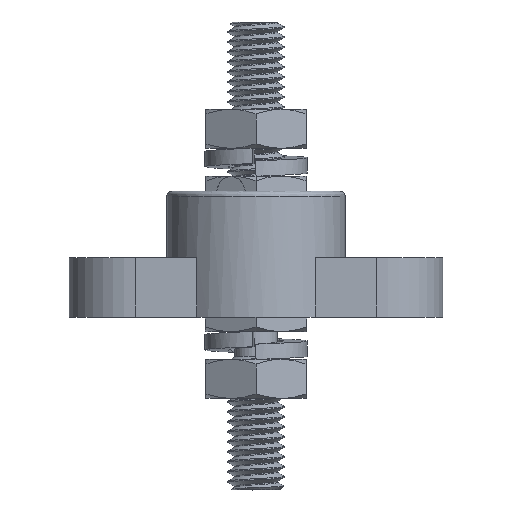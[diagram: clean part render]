
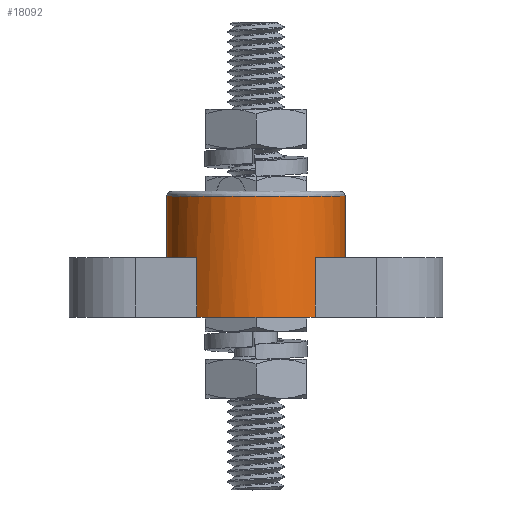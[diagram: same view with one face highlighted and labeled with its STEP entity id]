
A CAD part, top view. The second image highlights one B-rep face of the part: STEP entity #18092.
In plain terms, the highlighted cylindrical face has radius 12.573 mm (diameter 25.146 mm), a partial arc.
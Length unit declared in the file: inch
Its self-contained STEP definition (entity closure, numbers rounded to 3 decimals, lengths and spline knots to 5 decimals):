
#33 = LINE ( 'NONE', #16070, #2864 ) ;
#237 = CARTESIAN_POINT ( 'NONE',  ( 1.005, 0.5, 0.672 ) ) ;
#293 = DIRECTION ( 'NONE',  ( 0., 0., 1. ) ) ;
#475 = AXIS2_PLACEMENT_3D ( 'NONE', #12363, #11314, #14029 ) ;
#615 = VECTOR ( 'NONE', #7101, 39.37008 ) ;
#833 = CARTESIAN_POINT ( 'NONE',  ( 1.5, 0.5, 0.33 ) ) ;
#1068 = ORIENTED_EDGE ( 'NONE', *, *, #14757, .F. ) ;
#1346 = CARTESIAN_POINT ( 'NONE',  ( 1.995, 0.5, 0.672 ) ) ;
#1521 = CYLINDRICAL_SURFACE ( 'NONE', #5223, 0.495 ) ;
#2171 = ORIENTED_EDGE ( 'NONE', *, *, #15670, .F. ) ;
#2245 = VERTEX_POINT ( 'NONE', #7949 ) ;
#2321 = EDGE_LOOP ( 'NONE', ( #1068, #20039, #13433, #16815, #5155, #2171, #4244, #7669 ) ) ;
#2652 = CARTESIAN_POINT ( 'NONE',  ( 1.005, 0.5, 0.672 ) ) ;
#2804 = VECTOR ( 'NONE', #5197, 39.37008 ) ;
#2864 = VECTOR ( 'NONE', #3413, 39.37008 ) ;
#3384 = EDGE_CURVE ( 'NONE', #3572, #6132, #13104, .T. ) ;
#3413 = DIRECTION ( 'NONE',  ( 0., 0., -1. ) ) ;
#3468 = VERTEX_POINT ( 'NONE', #237 ) ;
#3572 = VERTEX_POINT ( 'NONE', #16490 ) ;
#3879 = VERTEX_POINT ( 'NONE', #1346 ) ;
#4244 = ORIENTED_EDGE ( 'NONE', *, *, #3384, .T. ) ;
#5155 = ORIENTED_EDGE ( 'NONE', *, *, #7173, .F. ) ;
#5197 = DIRECTION ( 'NONE',  ( 0., 0., 1. ) ) ;
#5223 = AXIS2_PLACEMENT_3D ( 'NONE', #16574, #12499, #17050 ) ;
#5342 = CARTESIAN_POINT ( 'NONE',  ( 1.17118, 0.13, -1.02426 ) ) ;
#6132 = VERTEX_POINT ( 'NONE', #20118 ) ;
#6736 = EDGE_CURVE ( 'NONE', #13280, #11747, #18012, .T. ) ;
#6829 = CIRCLE ( 'NONE', #15466, 0.495 ) ;
#7101 = DIRECTION ( 'NONE',  ( 0., 0., -1. ) ) ;
#7173 = EDGE_CURVE ( 'NONE', #14045, #11747, #16234, .T. ) ;
#7503 = DIRECTION ( 'NONE',  ( -1., 0., 0. ) ) ;
#7669 = ORIENTED_EDGE ( 'NONE', *, *, #16759, .T. ) ;
#7949 = CARTESIAN_POINT ( 'NONE',  ( 1.995, 0.5, 0.33 ) ) ;
#9070 = AXIS2_PLACEMENT_3D ( 'NONE', #833, #12200, #11998 ) ;
#9279 = DIRECTION ( 'NONE',  ( -1., 0., 0. ) ) ;
#9306 = CIRCLE ( 'NONE', #11634, 0.495 ) ;
#9554 = EDGE_CURVE ( 'NONE', #3879, #3468, #9306, .T. ) ;
#11314 = DIRECTION ( 'NONE',  ( 0., 0., 1. ) ) ;
#11634 = AXIS2_PLACEMENT_3D ( 'NONE', #18310, #16654, #7503 ) ;
#11747 = VERTEX_POINT ( 'NONE', #18580 ) ;
#11987 = LINE ( 'NONE', #2652, #615 ) ;
#11998 = DIRECTION ( 'NONE',  ( -1., 0., 0. ) ) ;
#12200 = DIRECTION ( 'NONE',  ( 0., 0., 1. ) ) ;
#12363 = CARTESIAN_POINT ( 'NONE',  ( 1.5, 0.5, 0.33 ) ) ;
#12499 = DIRECTION ( 'NONE',  ( 0., 0., -1. ) ) ;
#13104 = LINE ( 'NONE', #14451, #2804 ) ;
#13280 = VERTEX_POINT ( 'NONE', #13913 ) ;
#13433 = ORIENTED_EDGE ( 'NONE', *, *, #18854, .T. ) ;
#13913 = CARTESIAN_POINT ( 'NONE',  ( 1.005, 0.5, 0.33 ) ) ;
#13962 = DIRECTION ( 'NONE',  ( 0., 0., -1. ) ) ;
#14029 = DIRECTION ( 'NONE',  ( -1., 0., 0. ) ) ;
#14045 = VERTEX_POINT ( 'NONE', #14497 ) ;
#14370 = CIRCLE ( 'NONE', #475, 0.495 ) ;
#14451 = CARTESIAN_POINT ( 'NONE',  ( 1.82882, 0.13, -1.02426 ) ) ;
#14497 = CARTESIAN_POINT ( 'NONE',  ( 1.17118, 0.13, 0. ) ) ;
#14757 = EDGE_CURVE ( 'NONE', #3879, #2245, #33, .T. ) ;
#15466 = AXIS2_PLACEMENT_3D ( 'NONE', #18826, #13962, #9279 ) ;
#15606 = FACE_OUTER_BOUND ( 'NONE', #2321, .T. ) ;
#15670 = EDGE_CURVE ( 'NONE', #3572, #14045, #6829, .T. ) ;
#16070 = CARTESIAN_POINT ( 'NONE',  ( 1.995, 0.5, 0.672 ) ) ;
#16234 = LINE ( 'NONE', #5342, #18679 ) ;
#16490 = CARTESIAN_POINT ( 'NONE',  ( 1.82882, 0.13, 0. ) ) ;
#16574 = CARTESIAN_POINT ( 'NONE',  ( 1.5, 0.5, 0.672 ) ) ;
#16654 = DIRECTION ( 'NONE',  ( 0., 0., -1. ) ) ;
#16759 = EDGE_CURVE ( 'NONE', #6132, #2245, #14370, .T. ) ;
#16815 = ORIENTED_EDGE ( 'NONE', *, *, #6736, .T. ) ;
#17050 = DIRECTION ( 'NONE',  ( -1., 0., 0. ) ) ;
#18012 = CIRCLE ( 'NONE', #9070, 0.495 ) ;
#18092 = ADVANCED_FACE ( 'NONE', ( #15606 ), #1521, .T. ) ;
#18310 = CARTESIAN_POINT ( 'NONE',  ( 1.5, 0.5, 0.672 ) ) ;
#18580 = CARTESIAN_POINT ( 'NONE',  ( 1.17118, 0.13, 0.33 ) ) ;
#18679 = VECTOR ( 'NONE', #293, 39.37008 ) ;
#18826 = CARTESIAN_POINT ( 'NONE',  ( 1.5, 0.5, 0. ) ) ;
#18854 = EDGE_CURVE ( 'NONE', #3468, #13280, #11987, .T. ) ;
#20039 = ORIENTED_EDGE ( 'NONE', *, *, #9554, .T. ) ;
#20118 = CARTESIAN_POINT ( 'NONE',  ( 1.82882, 0.13, 0.33 ) ) ;
